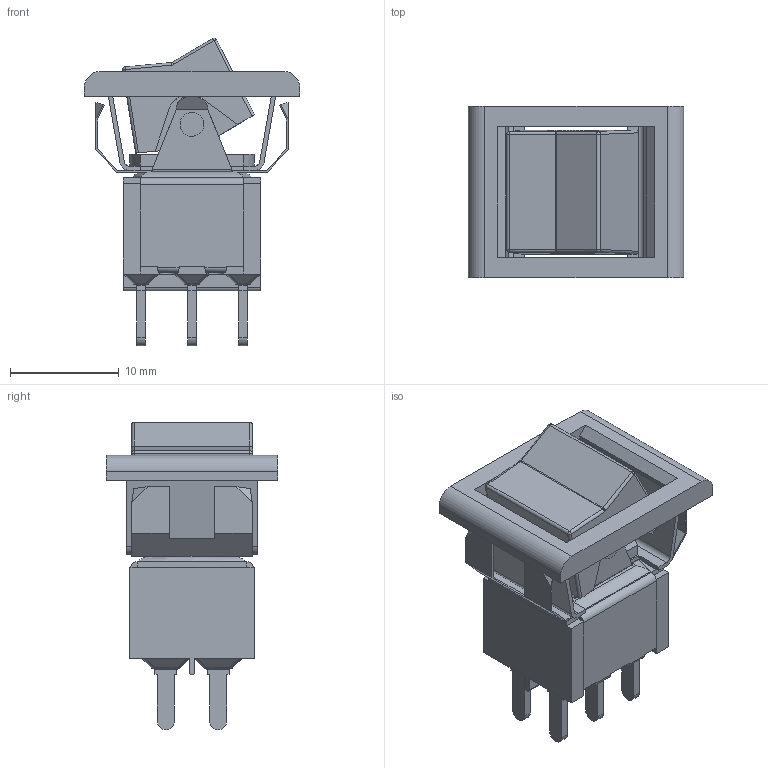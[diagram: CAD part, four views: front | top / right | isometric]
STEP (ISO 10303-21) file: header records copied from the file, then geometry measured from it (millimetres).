
FILE_DESCRIPTION(/* description */ (''),/* implementation_level */ '2;1');
FILE_NAME(/* name */ '300DPxR6xxxM3xExxx.stp',/* time_stamp */ '2025-05-07T11:10:02-05:00',/* author */ ('mroman'),/* organization */ (''),/* preprocessor_version */ 'ST-DEVELOPER v18.1',/* originating_system */ 'Autodesk Inventor 2022',/* authorisation */ '');
FILE_SCHEMA (('AUTOMOTIVE_DESIGN { 1 0 10303 214 3 1 1 }'));
Length unit declared in the file: inch
Products named in the file (1): 300DPxR6xxxM3xExxx
Bounding box: 19.85 x 15.8 x 28.34 mm (x, y, z)
Volume: 1856.2 mm3; surface area: 3963.7 mm2
Topology: 1 solids, 3 shells, 568 faces, 1525 edges, 945 vertices
Faces by surface type: plane 430, cylinder 106, sphere 28, bspline 2, torus 2
Full cylindrical faces by diameter (mm): 2.2 x2, 3.2 x1, 5.2 x1
Entity records: 17360 total; most frequent: CARTESIAN_POINT 3093, ORIENTED_EDGE 3002, DIRECTION 2891, EDGE_CURVE 1501, LINE 1233, VECTOR 1233, VERTEX_POINT 945, AXIS2_PLACEMENT_3D 829
